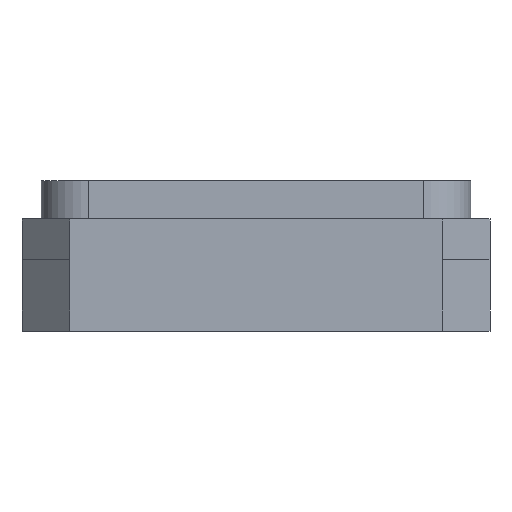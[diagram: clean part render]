
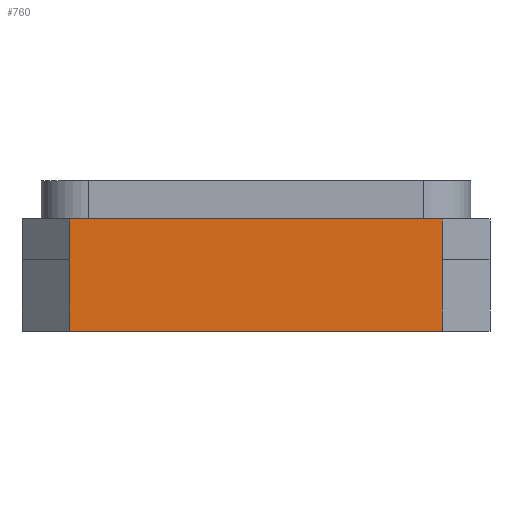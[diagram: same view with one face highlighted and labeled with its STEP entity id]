
A CAD part, left-side view. The second image highlights one B-rep face of the part: STEP entity #760.
In plain terms, the highlighted planar face has unit normal (-1, 0, 0).
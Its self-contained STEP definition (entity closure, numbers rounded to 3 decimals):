
#615 = VERTEX_POINT('',#616);
#616 = CARTESIAN_POINT('',(-1.61,-0.991,0.391));
#622 = EDGE_CURVE('',#623,#615,#625,.T.);
#623 = VERTEX_POINT('',#624);
#624 = CARTESIAN_POINT('',(-1.61,-0.991,0.01));
#625 = LINE('',#626,#627);
#626 = CARTESIAN_POINT('',(-1.61,-0.991,0.81));
#627 = VECTOR('',#628,1.);
#628 = DIRECTION('',(0.,0.,1.));
#724 = EDGE_CURVE('',#725,#727,#729,.T.);
#725 = VERTEX_POINT('',#726);
#726 = CARTESIAN_POINT('',(-1.61,0.99,0.391));
#727 = VERTEX_POINT('',#728);
#728 = CARTESIAN_POINT('',(-1.61,0.99,0.01));
#729 = LINE('',#730,#731);
#730 = CARTESIAN_POINT('',(-1.61,0.99,0.81));
#731 = VECTOR('',#732,1.);
#732 = DIRECTION('',(0.,0.,-1.));
#760 = ADVANCED_FACE('',(#761),#793,.F.);
#761 = FACE_BOUND('',#762,.T.);
#762 = EDGE_LOOP('',(#763,#773,#779,#780,#786,#787));
#763 = ORIENTED_EDGE('',*,*,#764,.T.);
#764 = EDGE_CURVE('',#765,#767,#769,.T.);
#765 = VERTEX_POINT('',#766);
#766 = CARTESIAN_POINT('',(-1.61,-0.991,0.607));
#767 = VERTEX_POINT('',#768);
#768 = CARTESIAN_POINT('',(-1.61,0.99,0.607));
#769 = LINE('',#770,#771);
#770 = CARTESIAN_POINT('',(-1.61,-1.245,0.607));
#771 = VECTOR('',#772,1.);
#772 = DIRECTION('',(0.,1.,0.));
#773 = ORIENTED_EDGE('',*,*,#774,.T.);
#774 = EDGE_CURVE('',#767,#725,#775,.T.);
#775 = LINE('',#776,#777);
#776 = CARTESIAN_POINT('',(-1.61,0.99,0.81));
#777 = VECTOR('',#778,1.);
#778 = DIRECTION('',(0.,0.,-1.));
#779 = ORIENTED_EDGE('',*,*,#724,.T.);
#780 = ORIENTED_EDGE('',*,*,#781,.T.);
#781 = EDGE_CURVE('',#727,#623,#782,.T.);
#782 = LINE('',#783,#784);
#783 = CARTESIAN_POINT('',(-1.61,1.244,0.01));
#784 = VECTOR('',#785,1.);
#785 = DIRECTION('',(0.,-1.,0.));
#786 = ORIENTED_EDGE('',*,*,#622,.T.);
#787 = ORIENTED_EDGE('',*,*,#788,.T.);
#788 = EDGE_CURVE('',#615,#765,#789,.T.);
#789 = LINE('',#790,#791);
#790 = CARTESIAN_POINT('',(-1.61,-0.991,0.81));
#791 = VECTOR('',#792,1.);
#792 = DIRECTION('',(0.,0.,1.));
#793 = PLANE('',#794);
#794 = AXIS2_PLACEMENT_3D('',#795,#796,#797);
#795 = CARTESIAN_POINT('',(-1.61,1.244,0.81));
#796 = DIRECTION('',(1.,0.,0.));
#797 = DIRECTION('',(0.,1.,0.));
